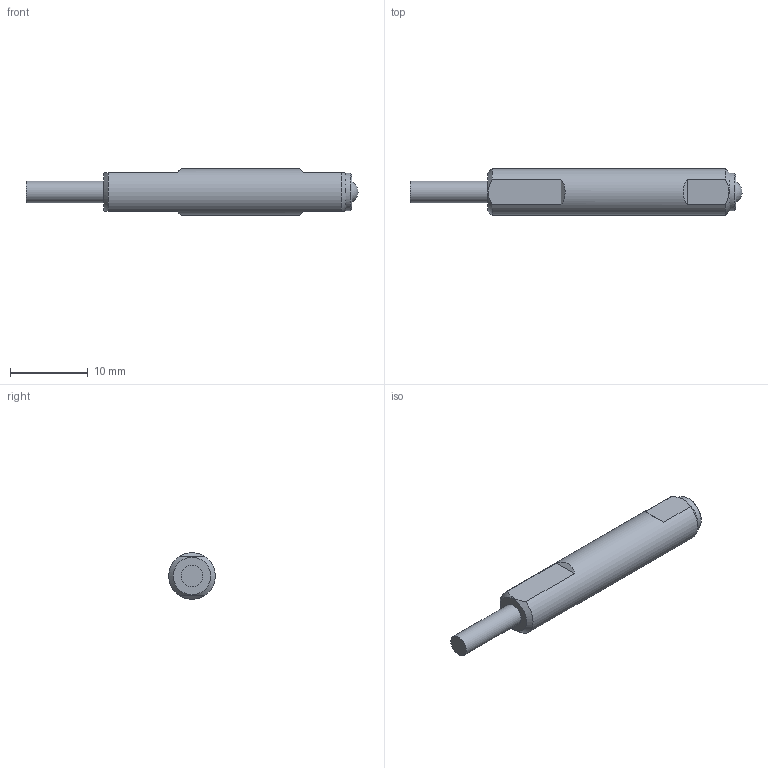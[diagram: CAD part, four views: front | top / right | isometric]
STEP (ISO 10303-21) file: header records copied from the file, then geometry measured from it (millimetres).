
FILE_DESCRIPTION (( 'STEP AP214' ), '1' );
FILE_NAME ('BP060A-F.STEP', '2024-07-10T15:47:21', ( '' ), ( '' ), 'SwSTEP 2.0', 'SolidWorks 2023', '' );
FILE_SCHEMA (( 'AUTOMOTIVE_DESIGN' ));
Length unit declared in the file: millimetre
Products named in the file (1): BP060A-F
Bounding box: 42.79 x 6 x 5.99 mm (x, y, z)
Volume: 921.7 mm3; surface area: 725.6 mm2
Topology: 1 solids, 1 shells, 18 faces, 40 edges, 26 vertices
Faces by surface type: plane 11, cylinder 3, cone 3, sphere 1
Full cylindrical faces by diameter (mm): 2.8 x1, 4.832 x1, 6 x1
Entity records: 501 total; most frequent: CARTESIAN_POINT 129, DIRECTION 72, ORIENTED_EDGE 62, EDGE_CURVE 31, AXIS2_PLACEMENT_3D 30, EDGE_LOOP 26, VERTEX_POINT 23, FACE_OUTER_BOUND 21
